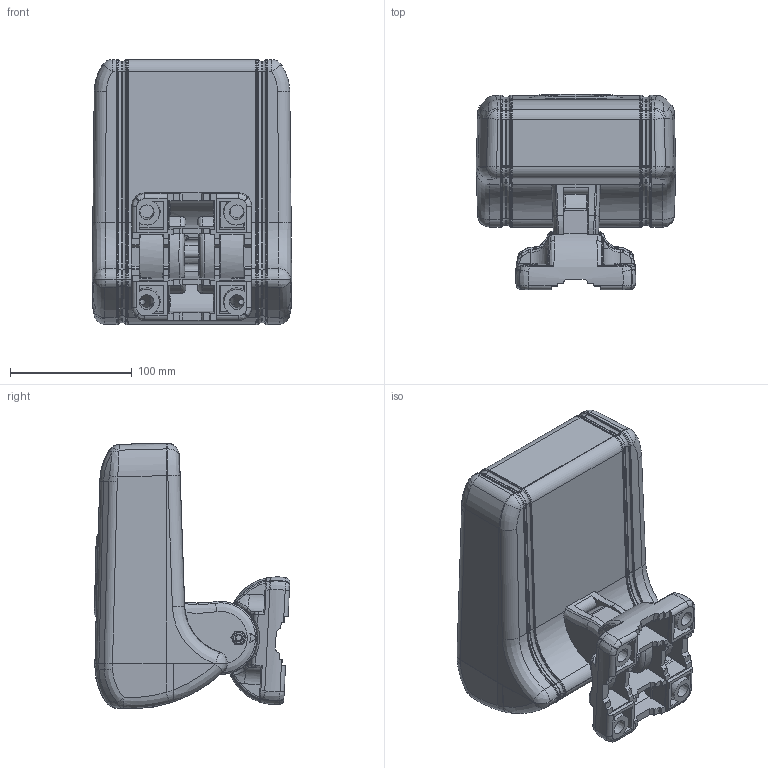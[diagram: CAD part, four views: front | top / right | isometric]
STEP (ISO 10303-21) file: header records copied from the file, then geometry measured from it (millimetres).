
FILE_DESCRIPTION(/* description */ ('Obudowa WiBOX Small','CAx-IF Rec.Pracs.---Representation and Presentation of Product Manufacturing Information (PMI)---4.0---2014-10-13'),/* implementation_level */ '2;1');
FILE_NAME(/* name */ 'WiBOX Small.stp',/* time_stamp */ '2020-04-28T15:24:20+02:00',/* author */ ('Admin'),/* organization */ ('Wireless Instruments'),/* preprocessor_version */ 'ST-DEVELOPER v18',/* originating_system */ 'Autodesk Inventor 2020',/* authorisation */ '');
FILE_SCHEMA (('AP242_MANAGED_MODEL_BASED_3D_ENGINEERING_MIM_LF { 1 0 10303 442 1 1 4 }'));
Products named in the file (7): WI-BOX-0268; WI-OBD-0291; WI-OBD-0289; WI-OBD-0290; WI-OBD-0292; DIN 6912 - M6 x 35; DIN 555-5 - M6
Assembly tree (6 placements, depth 2):
  WI-BOX-0268
    WI-OBD-0291
    WI-OBD-0289
    WI-OBD-0290
    WI-OBD-0292
    DIN 6912 - M6 x 35
    DIN 555-5 - M6
Bounding box: 164 x 160.69 x 218.54 mm (x, y, z)
Volume: 563949.9 mm3; surface area: 360228.6 mm2
Topology: 6 solids, 6 shells, 2717 faces, 7043 edges, 4345 vertices
Faces by surface type: plane 857, cylinder 800, bspline 478, torus 349, cone 124, sphere 109
Full cylindrical faces by diameter (mm): 3 x1, 4.917 x1, 6 x5, 8 x2, 10 x1
Entity records: 125617 total; most frequent: CARTESIAN_POINT 59288, ORIENTED_EDGE 13970, DIRECTION 13121, EDGE_CURVE 6985, AXIS2_PLACEMENT_3D 5038, VERTEX_POINT 4345, LINE 3045, VECTOR 3045
